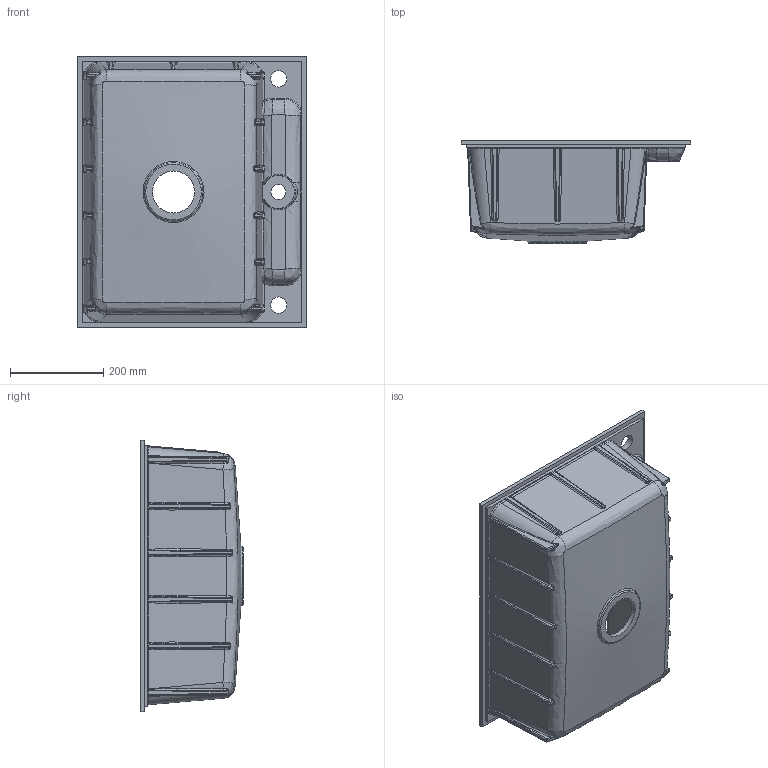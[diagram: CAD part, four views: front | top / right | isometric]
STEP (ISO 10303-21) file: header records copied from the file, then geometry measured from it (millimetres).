
FILE_DESCRIPTION(/* description */ (''),/* implementation_level */ '2;1');
FILE_NAME(/* name */ '33460F_33461F_33462F.stp',/* time_stamp */ '2022-07-12T09:22:43+02:00',/* author */ (''),/* organization */ (''),/* preprocessor_version */ 'ST-DEVELOPER v18.1',/* originating_system */ 'SIEMENS PLM Software NX 1973',/* authorisation */ '');
FILE_SCHEMA (('AUTOMOTIVE_DESIGN { 1 0 10303 214 3 1 1 1 }'));
Length unit declared in the file: millimetre
Products named in the file (1): rupp63C8EE96w7zs
Bounding box: 491.12 x 220 x 581.12 mm (x, y, z)
Volume: 8086156.2 mm3; surface area: 1183705.7 mm2
Topology: 1 solids, 1 shells, 575 faces, 1355 edges, 742 vertices
Faces by surface type: bspline 270, cylinder 153, plane 87, sphere 36, torus 17, cone 12
Full cylindrical faces by diameter (mm): 32 x1, 35 x2, 90 x1
Entity records: 21086 total; most frequent: CARTESIAN_POINT 9633, ORIENTED_EDGE 2602, DIRECTION 2167, EDGE_CURVE 1301, AXIS2_PLACEMENT_3D 931, VERTEX_POINT 740, EDGE_LOOP 595, ADVANCED_FACE 575
